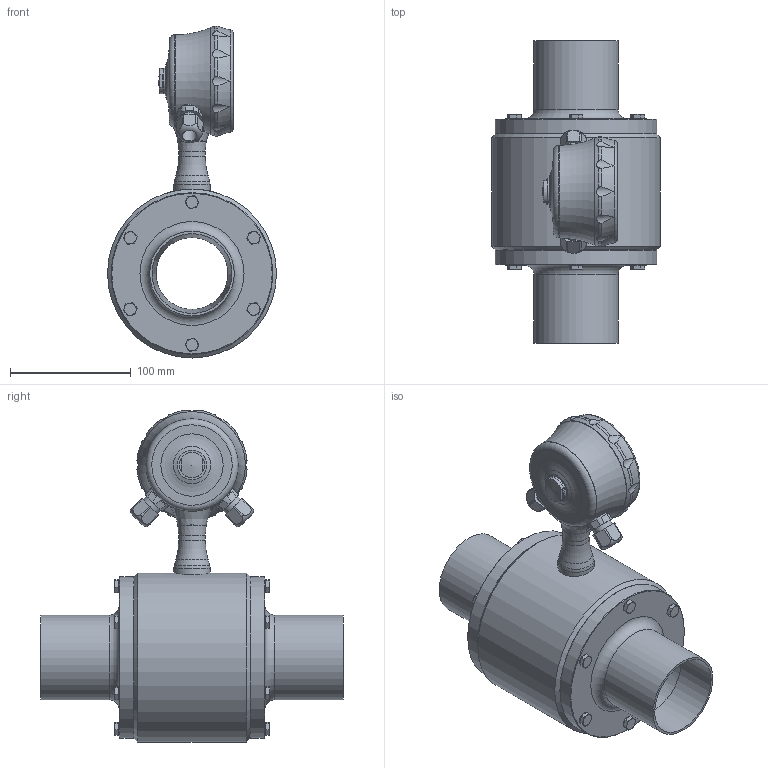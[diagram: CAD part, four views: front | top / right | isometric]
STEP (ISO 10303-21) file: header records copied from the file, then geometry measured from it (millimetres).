
FILE_DESCRIPTION(/* description */ ('Unknown'),/* implementation_level */ '2;1');
FILE_NAME(/* name */ 'PF75HxxxxxxxxxxxxJ7xxxxxxxxxx',/* time_stamp */ '2021-05-12T09:05:07+02:00',/* author */ ('Unknown'),/* organization */ ('Baumer'),/* preprocessor_version */ 'ST-DEVELOPER v16.7',/* originating_system */ 'Solid Edge',/* authorisation */ 'Unknown');
FILE_SCHEMA (('AUTOMOTIVE_DESIGN {1 0 10303 214 3 1 1}'));
Length unit declared in the file: millimetre
Products named in the file (1): PF75HxxxxxxxxxxxxJ7xxxxxxxxxx
Bounding box: 139.7 x 250 x 274.48 mm (x, y, z)
Volume: 1877063.1 mm3; surface area: 199613.6 mm2
Topology: 1 solids, 1 shells, 618 faces, 1548 edges, 972 vertices
Faces by surface type: plane 375, cylinder 104, cone 91, torus 28, bspline 16, sphere 4
Full cylindrical faces by diameter (mm): 10 x12, 12 x2, 16.691 x2, 20.8 x1, 21 x1, 22 x1, 30 x1, 59.409 x1, 66 x2, 70 x2, 88 x1, 124.7 x2, 129.7 x2, 130.3 x2, 133.7 x2, 139.7 x1
Entity records: 24189 total; most frequent: CARTESIAN_POINT 5906, ORIENTED_EDGE 2928, DIRECTION 2713, EDGE_CURVE 1464, AXIS2_PLACEMENT_3D 981, VERTEX_POINT 950, LINE 751, VECTOR 751
